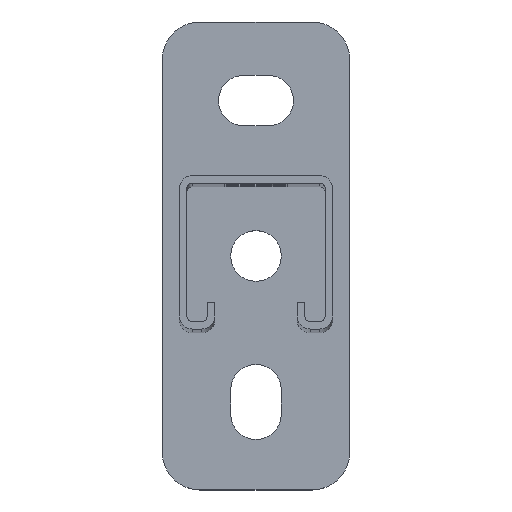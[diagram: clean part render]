
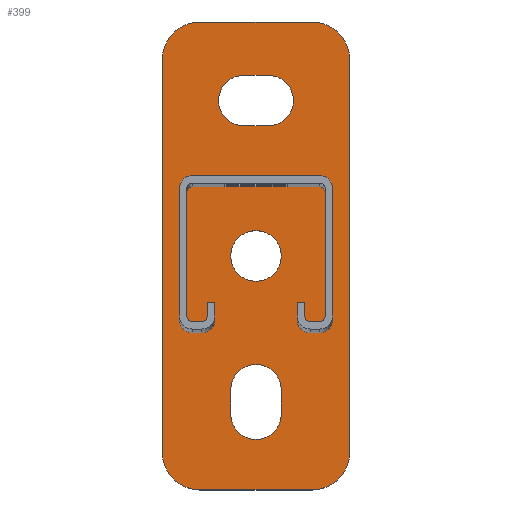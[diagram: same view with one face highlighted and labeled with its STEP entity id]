
A CAD part, top view. The second image highlights one B-rep face of the part: STEP entity #399.
In plain terms, the highlighted planar face has unit normal (0, 0, 1).
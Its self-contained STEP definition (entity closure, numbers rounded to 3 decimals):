
#399=ADVANCED_FACE('',(#796,#797,#798,#799),#800,.T.);
#796=FACE_BOUND('',#1176,.T.);
#797=FACE_BOUND('',#1177,.T.);
#798=FACE_BOUND('',#1178,.T.);
#799=FACE_OUTER_BOUND('',#1179,.T.);
#800=PLANE('',#1180);
#1176=EDGE_LOOP('',(#2221,#2222));
#1177=EDGE_LOOP('',(#2223,#2224,#2225,#2226,#2227,#2228));
#1178=EDGE_LOOP('',(#2229,#2230,#2231,#2232,#2233,#2234));
#1179=EDGE_LOOP('',(#2235,#2236,#2237,#2238,#2239,#2240,#2241,#2242));
#1180=AXIS2_PLACEMENT_3D('',#2243,#2244,#2245);
#2221=ORIENTED_EDGE('',*,*,#2638,.T.);
#2222=ORIENTED_EDGE('',*,*,#2633,.T.);
#2223=ORIENTED_EDGE('',*,*,#2623,.T.);
#2224=ORIENTED_EDGE('',*,*,#2646,.T.);
#2225=ORIENTED_EDGE('',*,*,#2648,.T.);
#2226=ORIENTED_EDGE('',*,*,#2628,.T.);
#2227=ORIENTED_EDGE('',*,*,#2642,.T.);
#2228=ORIENTED_EDGE('',*,*,#2651,.T.);
#2229=ORIENTED_EDGE('',*,*,#2613,.T.);
#2230=ORIENTED_EDGE('',*,*,#2660,.T.);
#2231=ORIENTED_EDGE('',*,*,#2662,.T.);
#2232=ORIENTED_EDGE('',*,*,#2618,.T.);
#2233=ORIENTED_EDGE('',*,*,#2656,.T.);
#2234=ORIENTED_EDGE('',*,*,#2665,.T.);
#2235=ORIENTED_EDGE('',*,*,#2669,.T.);
#2236=ORIENTED_EDGE('',*,*,#2694,.T.);
#2237=ORIENTED_EDGE('',*,*,#2691,.T.);
#2238=ORIENTED_EDGE('',*,*,#2688,.T.);
#2239=ORIENTED_EDGE('',*,*,#2685,.T.);
#2240=ORIENTED_EDGE('',*,*,#2695,.T.);
#2241=ORIENTED_EDGE('',*,*,#2696,.T.);
#2242=ORIENTED_EDGE('',*,*,#2681,.T.);
#2243=CARTESIAN_POINT('',(0.0,0.0,8.0));
#2244=DIRECTION('',(0.0,0.0,1.0));
#2245=DIRECTION('',(1.0,0.0,0.0));
#2613=EDGE_CURVE('',#3213,#3210,#3214,.T.);
#2618=EDGE_CURVE('',#3222,#3219,#3223,.T.);
#2623=EDGE_CURVE('',#3231,#3228,#3232,.T.);
#2628=EDGE_CURVE('',#3240,#3237,#3241,.T.);
#2633=EDGE_CURVE('',#3249,#3246,#3250,.T.);
#2638=EDGE_CURVE('',#3246,#3249,#3256,.T.);
#2642=EDGE_CURVE('',#3237,#3260,#3262,.T.);
#2646=EDGE_CURVE('',#3228,#3266,#3268,.T.);
#2648=EDGE_CURVE('',#3266,#3240,#3270,.T.);
#2651=EDGE_CURVE('',#3260,#3231,#3273,.T.);
#2656=EDGE_CURVE('',#3219,#3278,#3280,.T.);
#2660=EDGE_CURVE('',#3210,#3284,#3286,.T.);
#2662=EDGE_CURVE('',#3284,#3222,#3288,.T.);
#2665=EDGE_CURVE('',#3278,#3213,#3291,.T.);
#2669=EDGE_CURVE('',#3297,#3294,#3298,.T.);
#2681=EDGE_CURVE('',#3317,#3297,#3318,.T.);
#2685=EDGE_CURVE('',#3323,#3321,#3324,.T.);
#2688=EDGE_CURVE('',#3327,#3323,#3328,.T.);
#2691=EDGE_CURVE('',#3331,#3327,#3332,.T.);
#2694=EDGE_CURVE('',#3294,#3331,#3335,.T.);
#2695=EDGE_CURVE('',#3321,#3336,#3337,.T.);
#2696=EDGE_CURVE('',#3336,#3317,#3338,.T.);
#3210=VERTEX_POINT('',#3996);
#3213=VERTEX_POINT('',#4000);
#3214=CIRCLE('',#4001,6.75);
#3219=VERTEX_POINT('',#4007);
#3222=VERTEX_POINT('',#4011);
#3223=CIRCLE('',#4012,6.75);
#3228=VERTEX_POINT('',#4018);
#3231=VERTEX_POINT('',#4022);
#3232=CIRCLE('',#4023,6.75);
#3237=VERTEX_POINT('',#4029);
#3240=VERTEX_POINT('',#4033);
#3241=CIRCLE('',#4034,6.75);
#3246=VERTEX_POINT('',#4040);
#3249=VERTEX_POINT('',#4044);
#3250=CIRCLE('',#4045,6.75);
#3256=CIRCLE('',#4052,6.75);
#3260=VERTEX_POINT('',#4056);
#3262=CIRCLE('',#4059,6.75);
#3266=VERTEX_POINT('',#4063);
#3268=CIRCLE('',#4066,6.75);
#3270=LINE('',#4068,#4069);
#3273=LINE('',#4073,#4074);
#3278=VERTEX_POINT('',#4080);
#3280=CIRCLE('',#4083,6.75);
#3284=VERTEX_POINT('',#4087);
#3286=CIRCLE('',#4090,6.75);
#3288=LINE('',#4092,#4093);
#3291=LINE('',#4097,#4098);
#3294=VERTEX_POINT('',#4102);
#3297=VERTEX_POINT('',#4106);
#3298=CIRCLE('',#4107,10.0);
#3317=VERTEX_POINT('',#4131);
#3318=LINE('',#4132,#4133);
#3321=VERTEX_POINT('',#4137);
#3323=VERTEX_POINT('',#4140);
#3324=CIRCLE('',#4141,10.0);
#3327=VERTEX_POINT('',#4145);
#3328=LINE('',#4146,#4147);
#3331=VERTEX_POINT('',#4151);
#3332=CIRCLE('',#4152,10.0);
#3335=LINE('',#4156,#4157);
#3336=VERTEX_POINT('',#4158);
#3337=LINE('',#4159,#4160);
#3338=CIRCLE('',#4161,10.0);
#3996=CARTESIAN_POINT('',(10.0,41.5,8.0));
#4000=CARTESIAN_POINT('',(3.25,48.25,8.0));
#4001=AXIS2_PLACEMENT_3D('',#4637,#4638,#4639);
#4007=CARTESIAN_POINT('',(-10.0,41.5,8.0));
#4011=CARTESIAN_POINT('',(-3.25,34.75,8.0));
#4012=AXIS2_PLACEMENT_3D('',#4645,#4646,#4647);
#4018=CARTESIAN_POINT('',(0.,-29.0,8.0));
#4022=CARTESIAN_POINT('',(-6.75,-35.75,8.0));
#4023=AXIS2_PLACEMENT_3D('',#4653,#4654,#4655);
#4029=CARTESIAN_POINT('',(0.,-49.0,8.0));
#4033=CARTESIAN_POINT('',(6.75,-42.25,8.0));
#4034=AXIS2_PLACEMENT_3D('',#4661,#4662,#4663);
#4040=CARTESIAN_POINT('',(6.75,0.0,8.0));
#4044=CARTESIAN_POINT('',(-6.75,0.,8.0));
#4045=AXIS2_PLACEMENT_3D('',#4669,#4670,#4671);
#4052=AXIS2_PLACEMENT_3D('',#4679,#4680,#4681);
#4056=CARTESIAN_POINT('',(-6.75,-42.25,8.0));
#4059=AXIS2_PLACEMENT_3D('',#4686,#4687,#4688);
#4063=CARTESIAN_POINT('',(6.75,-35.75,8.0));
#4066=AXIS2_PLACEMENT_3D('',#4693,#4694,#4695);
#4068=CARTESIAN_POINT('',(6.75,-19.5,8.0));
#4069=VECTOR('',#4696,1.0);
#4073=CARTESIAN_POINT('',(-6.75,-19.5,8.0));
#4074=VECTOR('',#4698,1.0);
#4080=CARTESIAN_POINT('',(-3.25,48.25,8.0));
#4083=AXIS2_PLACEMENT_3D('',#4704,#4705,#4706);
#4087=CARTESIAN_POINT('',(3.25,34.75,8.0));
#4090=AXIS2_PLACEMENT_3D('',#4711,#4712,#4713);
#4092=CARTESIAN_POINT('',(0.0,34.75,8.0));
#4093=VECTOR('',#4714,1.0);
#4097=CARTESIAN_POINT('',(0.0,48.25,8.0));
#4098=VECTOR('',#4716,1.0);
#4102=CARTESIAN_POINT('',(15.0,62.5,8.0));
#4106=CARTESIAN_POINT('',(25.0,52.5,8.0));
#4107=AXIS2_PLACEMENT_3D('',#4719,#4720,#4721);
#4131=CARTESIAN_POINT('',(25.0,-52.5,8.0));
#4132=CARTESIAN_POINT('',(25.0,0.0,8.0));
#4133=VECTOR('',#4739,1.0);
#4137=CARTESIAN_POINT('',(-15.0,-62.5,8.0));
#4140=CARTESIAN_POINT('',(-25.0,-52.5,8.0));
#4141=AXIS2_PLACEMENT_3D('',#4742,#4743,#4744);
#4145=CARTESIAN_POINT('',(-25.0,52.5,8.0));
#4146=CARTESIAN_POINT('',(-25.0,0.0,8.0));
#4147=VECTOR('',#4746,1.0);
#4151=CARTESIAN_POINT('',(-15.0,62.5,8.0));
#4152=AXIS2_PLACEMENT_3D('',#4748,#4749,#4750);
#4156=CARTESIAN_POINT('',(0.0,62.5,8.0));
#4157=VECTOR('',#4752,1.0);
#4158=CARTESIAN_POINT('',(15.0,-62.5,8.0));
#4159=CARTESIAN_POINT('',(0.0,-62.5,8.0));
#4160=VECTOR('',#4753,1.0);
#4161=AXIS2_PLACEMENT_3D('',#4754,#4755,#4756);
#4637=CARTESIAN_POINT('',(3.25,41.5,8.0));
#4638=DIRECTION('',(0.0,0.0,-1.0));
#4639=DIRECTION('',(1.0,0.0,0.0));
#4645=CARTESIAN_POINT('',(-3.25,41.5,8.0));
#4646=DIRECTION('',(-0.0,0.0,-1.0));
#4647=DIRECTION('',(-1.0,0.0,0.0));
#4653=CARTESIAN_POINT('',(0.0,-35.75,8.0));
#4654=DIRECTION('',(0.0,0.0,-1.0));
#4655=DIRECTION('',(0.0,1.0,0.0));
#4661=CARTESIAN_POINT('',(0.0,-42.25,8.0));
#4662=DIRECTION('',(-0.0,-0.0,-1.0));
#4663=DIRECTION('',(0.0,-1.0,0.0));
#4669=CARTESIAN_POINT('',(0.0,0.0,8.0));
#4670=DIRECTION('',(0.0,0.0,-1.0));
#4671=DIRECTION('',(1.0,0.0,0.0));
#4679=CARTESIAN_POINT('',(0.0,0.0,8.0));
#4680=DIRECTION('',(0.0,0.0,-1.0));
#4681=DIRECTION('',(1.0,0.0,0.0));
#4686=CARTESIAN_POINT('',(0.0,-42.25,8.0));
#4687=DIRECTION('',(-0.0,-0.0,-1.0));
#4688=DIRECTION('',(0.0,-1.0,0.0));
#4693=CARTESIAN_POINT('',(0.0,-35.75,8.0));
#4694=DIRECTION('',(0.0,0.0,-1.0));
#4695=DIRECTION('',(0.0,1.0,0.0));
#4696=DIRECTION('',(0.0,-1.0,0.0));
#4698=DIRECTION('',(0.0,1.0,0.0));
#4704=CARTESIAN_POINT('',(-3.25,41.5,8.0));
#4705=DIRECTION('',(-0.0,0.0,-1.0));
#4706=DIRECTION('',(-1.0,0.0,0.0));
#4711=CARTESIAN_POINT('',(3.25,41.5,8.0));
#4712=DIRECTION('',(0.0,0.0,-1.0));
#4713=DIRECTION('',(1.0,0.0,0.0));
#4714=DIRECTION('',(-1.0,0.0,0.0));
#4716=DIRECTION('',(1.0,0.0,-0.0));
#4719=CARTESIAN_POINT('',(15.0,52.5,8.0));
#4720=DIRECTION('',(0.0,0.0,1.0));
#4721=DIRECTION('',(0.0,-1.0,0.0));
#4739=DIRECTION('',(0.0,1.0,0.0));
#4742=CARTESIAN_POINT('',(-15.0,-52.5,8.0));
#4743=DIRECTION('',(0.0,-0.0,1.0));
#4744=DIRECTION('',(0.0,1.0,0.0));
#4746=DIRECTION('',(0.0,-1.0,0.0));
#4748=CARTESIAN_POINT('',(-15.0,52.5,8.0));
#4749=DIRECTION('',(0.0,0.0,1.0));
#4750=DIRECTION('',(1.0,0.0,0.0));
#4752=DIRECTION('',(-1.0,0.0,0.0));
#4753=DIRECTION('',(1.0,0.0,0.0));
#4754=CARTESIAN_POINT('',(15.0,-52.5,8.0));
#4755=DIRECTION('',(0.0,0.0,1.0));
#4756=DIRECTION('',(-1.0,0.0,0.0));
